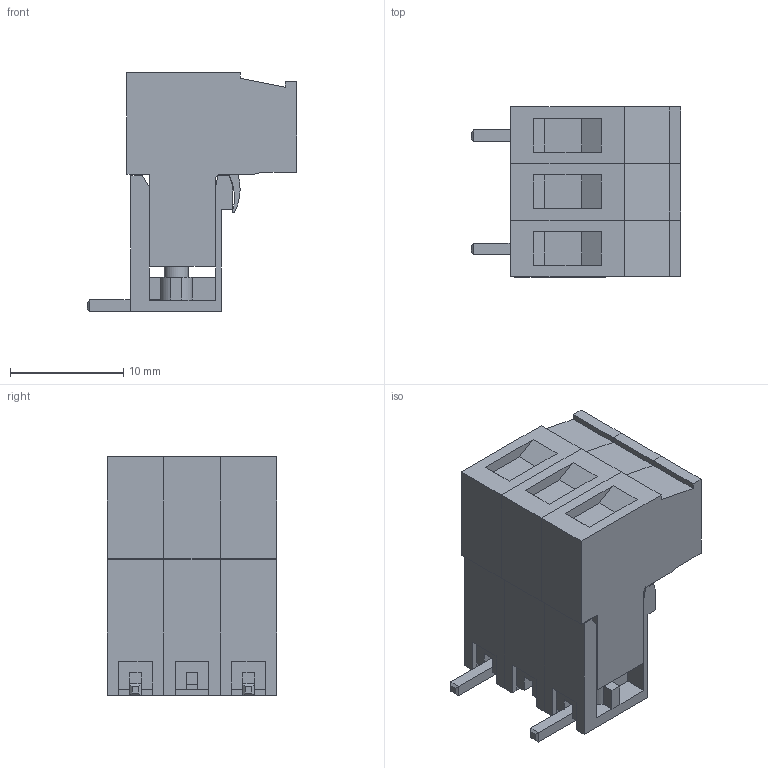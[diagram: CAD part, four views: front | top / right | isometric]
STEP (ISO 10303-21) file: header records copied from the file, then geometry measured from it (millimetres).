
FILE_DESCRIPTION(('FreeCAD Model'),'2;1');
FILE_NAME('MSTBA2_H_3_MOD.stp', '2019-11-17T18:01:05',('Author'),(''), 'Open CASCADE STEP processor 6.8','FreeCAD','Unknown');
FILE_SCHEMA(('AUTOMOTIVE_DESIGN { 1 0 10303 214 1 1 1 1 }'));
Length unit declared in the file: millimetre
Products named in the file (4): ASSEMBLY; Array; Array001; Array002
Assembly tree (3 placements, depth 2):
  ASSEMBLY
    Array
    Array001
    Array002
Bounding box: 18.5 x 15 x 21.1 mm (x, y, z)
Volume: 3090.9 mm3; surface area: 3569.4 mm2
Topology: 8 solids, 8 shells, 321 faces, 816 edges, 520 vertices
Faces by surface type: plane 292, cylinder 26, bspline 3
Full cylindrical faces by diameter (mm): 2.13 x3, 4 x3
Entity records: 22052 total; most frequent: CARTESIAN_POINT 5601, DIRECTION 2954, LINE 2146, VECTOR 2146, ORIENTED_EDGE 1656, PCURVE 1632, DEFINITIONAL_REPRESENTATION 1632, EDGE_CURVE 816
